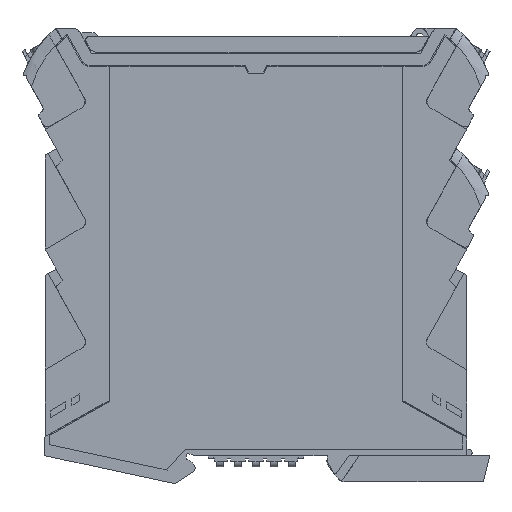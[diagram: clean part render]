
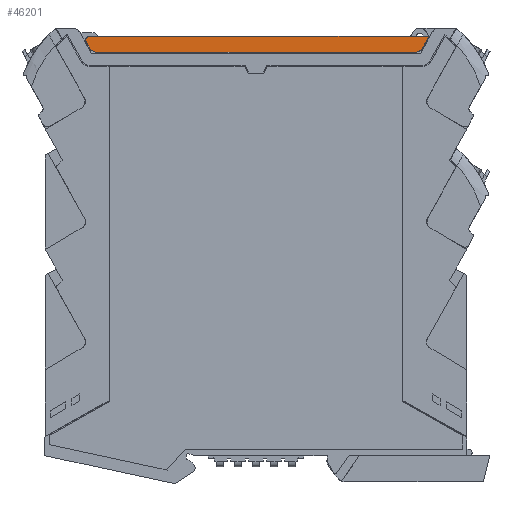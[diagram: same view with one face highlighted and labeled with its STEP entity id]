
A CAD part, left-side view. The second image highlights one B-rep face of the part: STEP entity #46201.
In plain terms, the highlighted planar face has unit normal (-1, 0, 0).
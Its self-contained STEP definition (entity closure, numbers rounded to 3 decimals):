
#46127=AXIS2_PLACEMENT_3D('Plane Axis2P3D',#46124,#46125,#46126) ;
#46131=AXIS2_PLACEMENT_3D('Circle Axis2P3D',#46129,#46130,$) ;
#46138=AXIS2_PLACEMENT_3D('Circle Axis2P3D',#46136,#46137,$) ;
#46152=AXIS2_PLACEMENT_3D('Circle Axis2P3D',#46150,#46151,$) ;
#46166=AXIS2_PLACEMENT_3D('Circle Axis2P3D',#46164,#46165,$) ;
#46173=AXIS2_PLACEMENT_3D('Circle Axis2P3D',#46171,#46172,$) ;
#45745=CARTESIAN_POINT('Vertex',(0.,100.205,112.024)) ;
#46124=CARTESIAN_POINT('Axis2P3D Location',(0.,58.605,112.024)) ;
#46129=CARTESIAN_POINT('Axis2P3D Location',(0.,100.205,111.024)) ;
#46133=CARTESIAN_POINT('Vertex',(0.,101.205,111.024)) ;
#46136=CARTESIAN_POINT('Axis2P3D Location',(0.,100.205,111.024)) ;
#46140=CARTESIAN_POINT('Vertex',(0.,101.078,110.535)) ;
#46143=CARTESIAN_POINT('Line Origine',(0.,100.661,109.791)) ;
#46147=CARTESIAN_POINT('Vertex',(0.,100.244,109.047)) ;
#46150=CARTESIAN_POINT('Axis2P3D Location',(0.,98.499,110.024)) ;
#46154=CARTESIAN_POINT('Vertex',(0.,98.499,108.024)) ;
#46157=CARTESIAN_POINT('Line Origine',(0.,58.59,108.024)) ;
#46161=CARTESIAN_POINT('Vertex',(0.,18.68,108.024)) ;
#46164=CARTESIAN_POINT('Axis2P3D Location',(0.,18.68,110.024)) ;
#46168=CARTESIAN_POINT('Vertex',(0.,17.536,108.384)) ;
#46171=CARTESIAN_POINT('Axis2P3D Location',(0.,18.68,110.024)) ;
#46175=CARTESIAN_POINT('Vertex',(0.,16.935,109.047)) ;
#46178=CARTESIAN_POINT('Line Origine',(0.,16.102,110.535)) ;
#46182=CARTESIAN_POINT('Vertex',(0.,15.268,112.024)) ;
#46185=CARTESIAN_POINT('Line Origine',(0.,57.737,112.024)) ;
#46125=DIRECTION('Axis2P3D Direction',(-1.,0.,0.)) ;
#46126=DIRECTION('Axis2P3D XDirection',(0.,0.,-1.)) ;
#46130=DIRECTION('Axis2P3D Direction',(-1.,0.,0.)) ;
#46137=DIRECTION('Axis2P3D Direction',(-1.,0.,0.)) ;
#46144=DIRECTION('Vector Direction',(0.,0.489,0.872)) ;
#46151=DIRECTION('Axis2P3D Direction',(-1.,0.,0.)) ;
#46158=DIRECTION('Vector Direction',(0.,-1.,0.)) ;
#46165=DIRECTION('Axis2P3D Direction',(-1.,0.,0.)) ;
#46172=DIRECTION('Axis2P3D Direction',(-1.,0.,0.)) ;
#46179=DIRECTION('Vector Direction',(0.,-0.489,0.872)) ;
#46186=DIRECTION('Vector Direction',(0.,1.,0.)) ;
#46145=VECTOR('Line Direction',#46144,1.) ;
#46159=VECTOR('Line Direction',#46158,1.) ;
#46180=VECTOR('Line Direction',#46179,1.) ;
#46187=VECTOR('Line Direction',#46186,1.) ;
#46191=ORIENTED_EDGE('',*,*,#46135,.T.) ;
#46192=ORIENTED_EDGE('',*,*,#46142,.T.) ;
#46193=ORIENTED_EDGE('',*,*,#46149,.T.) ;
#46194=ORIENTED_EDGE('',*,*,#46156,.T.) ;
#46195=ORIENTED_EDGE('',*,*,#46163,.T.) ;
#46196=ORIENTED_EDGE('',*,*,#46170,.T.) ;
#46197=ORIENTED_EDGE('',*,*,#46177,.T.) ;
#46198=ORIENTED_EDGE('',*,*,#46184,.T.) ;
#46199=ORIENTED_EDGE('',*,*,#46189,.T.) ;
#46201=ADVANCED_FACE('COVER',(#46200),#46128,.T.) ;
#46132=CIRCLE('generated circle',#46131,1.) ;
#46139=CIRCLE('generated circle',#46138,1.) ;
#46153=CIRCLE('generated circle',#46152,2.) ;
#46167=CIRCLE('generated circle',#46166,2.) ;
#46174=CIRCLE('generated circle',#46173,2.) ;
#46135=EDGE_CURVE('',#45746,#46134,#46132,.T.) ;
#46142=EDGE_CURVE('',#46134,#46141,#46139,.T.) ;
#46149=EDGE_CURVE('',#46141,#46148,#46146,.F.) ;
#46156=EDGE_CURVE('',#46148,#46155,#46153,.T.) ;
#46163=EDGE_CURVE('',#46155,#46162,#46160,.T.) ;
#46170=EDGE_CURVE('',#46162,#46169,#46167,.T.) ;
#46177=EDGE_CURVE('',#46169,#46176,#46174,.T.) ;
#46184=EDGE_CURVE('',#46176,#46183,#46181,.T.) ;
#46189=EDGE_CURVE('',#46183,#45746,#46188,.T.) ;
#46190=EDGE_LOOP('',(#46191,#46192,#46193,#46194,#46195,#46196,#46197,#46198,#46199)) ;
#46200=FACE_OUTER_BOUND('',#46190,.T.) ;
#46146=LINE('Line',#46143,#46145) ;
#46160=LINE('Line',#46157,#46159) ;
#46181=LINE('Line',#46178,#46180) ;
#46188=LINE('Line',#46185,#46187) ;
#46128=PLANE('',#46127) ;
#45746=VERTEX_POINT('',#45745) ;
#46134=VERTEX_POINT('',#46133) ;
#46141=VERTEX_POINT('',#46140) ;
#46148=VERTEX_POINT('',#46147) ;
#46155=VERTEX_POINT('',#46154) ;
#46162=VERTEX_POINT('',#46161) ;
#46169=VERTEX_POINT('',#46168) ;
#46176=VERTEX_POINT('',#46175) ;
#46183=VERTEX_POINT('',#46182) ;
